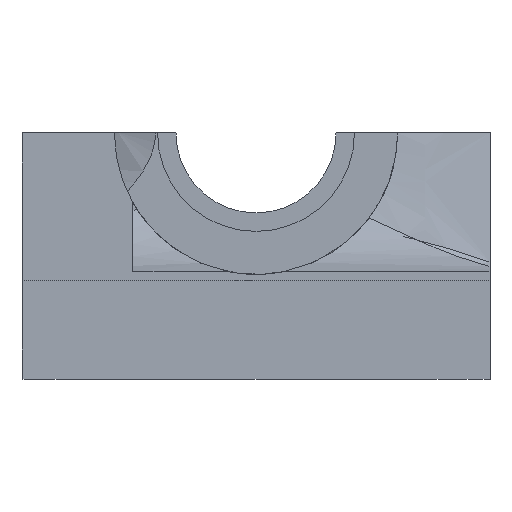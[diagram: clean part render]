
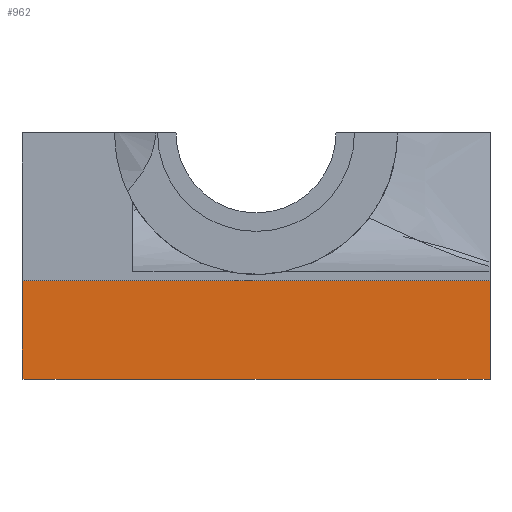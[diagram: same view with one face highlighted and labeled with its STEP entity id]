
A CAD part, front view. The second image highlights one B-rep face of the part: STEP entity #962.
In plain terms, the highlighted planar face has unit normal (0, -1, 0).
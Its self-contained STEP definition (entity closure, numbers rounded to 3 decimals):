
#22 = VERTEX_POINT('',#23);
#23 = CARTESIAN_POINT('',(-19.,0.,0.));
#32 = PLANE('',#33);
#33 = AXIS2_PLACEMENT_3D('',#34,#35,#36);
#34 = CARTESIAN_POINT('',(-19.,26.333,9.667));
#35 = DIRECTION('',(-1.,-0.,-0.));
#36 = DIRECTION('',(0.,0.,-1.));
#44 = PLANE('',#45);
#45 = AXIS2_PLACEMENT_3D('',#46,#47,#48);
#46 = CARTESIAN_POINT('',(-19.,0.,0.));
#47 = DIRECTION('',(0.,0.,1.));
#48 = DIRECTION('',(1.,0.,0.));
#56 = EDGE_CURVE('',#22,#57,#59,.T.);
#57 = VERTEX_POINT('',#58);
#58 = CARTESIAN_POINT('',(-19.,0.,8.));
#59 = SURFACE_CURVE('',#60,(#64,#71),.PCURVE_S1.);
#60 = LINE('',#61,#62);
#61 = CARTESIAN_POINT('',(-19.,0.,0.));
#62 = VECTOR('',#63,1.);
#63 = DIRECTION('',(0.,0.,1.));
#64 = PCURVE('',#32,#65);
#65 = DEFINITIONAL_REPRESENTATION('',(#66),#70);
#66 = LINE('',#67,#68);
#67 = CARTESIAN_POINT('',(9.667,26.333));
#68 = VECTOR('',#69,1.);
#69 = DIRECTION('',(-1.,0.));
#70 = ( GEOMETRIC_REPRESENTATION_CONTEXT(2) 
PARAMETRIC_REPRESENTATION_CONTEXT() REPRESENTATION_CONTEXT('2D SPACE',''
  ) );
#71 = PCURVE('',#72,#77);
#72 = PLANE('',#73);
#73 = AXIS2_PLACEMENT_3D('',#74,#75,#76);
#74 = CARTESIAN_POINT('',(-19.,0.,0.));
#75 = DIRECTION('',(0.,1.,0.));
#76 = DIRECTION('',(0.,0.,1.));
#77 = DEFINITIONAL_REPRESENTATION('',(#78),#82);
#78 = LINE('',#79,#80);
#79 = CARTESIAN_POINT('',(0.,0.));
#80 = VECTOR('',#81,1.);
#81 = DIRECTION('',(1.,0.));
#82 = ( GEOMETRIC_REPRESENTATION_CONTEXT(2) 
PARAMETRIC_REPRESENTATION_CONTEXT() REPRESENTATION_CONTEXT('2D SPACE',''
  ) );
#100 = PLANE('',#101);
#101 = AXIS2_PLACEMENT_3D('',#102,#103,#104);
#102 = CARTESIAN_POINT('',(-19.,0.,8.));
#103 = DIRECTION('',(0.,0.,1.));
#104 = DIRECTION('',(1.,0.,0.));
#705 = EDGE_CURVE('',#22,#706,#708,.T.);
#706 = VERTEX_POINT('',#707);
#707 = CARTESIAN_POINT('',(19.,0.,0.));
#708 = SURFACE_CURVE('',#709,(#713,#720),.PCURVE_S1.);
#709 = LINE('',#710,#711);
#710 = CARTESIAN_POINT('',(-19.,0.,0.));
#711 = VECTOR('',#712,1.);
#712 = DIRECTION('',(1.,0.,0.));
#713 = PCURVE('',#44,#714);
#714 = DEFINITIONAL_REPRESENTATION('',(#715),#719);
#715 = LINE('',#716,#717);
#716 = CARTESIAN_POINT('',(0.,0.));
#717 = VECTOR('',#718,1.);
#718 = DIRECTION('',(1.,0.));
#719 = ( GEOMETRIC_REPRESENTATION_CONTEXT(2) 
PARAMETRIC_REPRESENTATION_CONTEXT() REPRESENTATION_CONTEXT('2D SPACE',''
  ) );
#720 = PCURVE('',#72,#721);
#721 = DEFINITIONAL_REPRESENTATION('',(#722),#726);
#722 = LINE('',#723,#724);
#723 = CARTESIAN_POINT('',(0.,0.));
#724 = VECTOR('',#725,1.);
#725 = DIRECTION('',(0.,1.));
#726 = ( GEOMETRIC_REPRESENTATION_CONTEXT(2) 
PARAMETRIC_REPRESENTATION_CONTEXT() REPRESENTATION_CONTEXT('2D SPACE',''
  ) );
#744 = PLANE('',#745);
#745 = AXIS2_PLACEMENT_3D('',#746,#747,#748);
#746 = CARTESIAN_POINT('',(19.,26.333,9.667));
#747 = DIRECTION('',(1.,0.,0.));
#748 = DIRECTION('',(0.,0.,1.));
#962 = ADVANCED_FACE('',(#963),#72,.F.);
#963 = FACE_BOUND('',#964,.F.);
#964 = EDGE_LOOP('',(#965,#966,#967,#990));
#965 = ORIENTED_EDGE('',*,*,#705,.F.);
#966 = ORIENTED_EDGE('',*,*,#56,.T.);
#967 = ORIENTED_EDGE('',*,*,#968,.T.);
#968 = EDGE_CURVE('',#57,#969,#971,.T.);
#969 = VERTEX_POINT('',#970);
#970 = CARTESIAN_POINT('',(19.,0.,8.));
#971 = SURFACE_CURVE('',#972,(#976,#983),.PCURVE_S1.);
#972 = LINE('',#973,#974);
#973 = CARTESIAN_POINT('',(-19.,0.,8.));
#974 = VECTOR('',#975,1.);
#975 = DIRECTION('',(1.,0.,0.));
#976 = PCURVE('',#72,#977);
#977 = DEFINITIONAL_REPRESENTATION('',(#978),#982);
#978 = LINE('',#979,#980);
#979 = CARTESIAN_POINT('',(8.,0.));
#980 = VECTOR('',#981,1.);
#981 = DIRECTION('',(0.,1.));
#982 = ( GEOMETRIC_REPRESENTATION_CONTEXT(2) 
PARAMETRIC_REPRESENTATION_CONTEXT() REPRESENTATION_CONTEXT('2D SPACE',''
  ) );
#983 = PCURVE('',#100,#984);
#984 = DEFINITIONAL_REPRESENTATION('',(#985),#989);
#985 = LINE('',#986,#987);
#986 = CARTESIAN_POINT('',(0.,0.));
#987 = VECTOR('',#988,1.);
#988 = DIRECTION('',(1.,0.));
#989 = ( GEOMETRIC_REPRESENTATION_CONTEXT(2) 
PARAMETRIC_REPRESENTATION_CONTEXT() REPRESENTATION_CONTEXT('2D SPACE',''
  ) );
#990 = ORIENTED_EDGE('',*,*,#991,.F.);
#991 = EDGE_CURVE('',#706,#969,#992,.T.);
#992 = SURFACE_CURVE('',#993,(#997,#1004),.PCURVE_S1.);
#993 = LINE('',#994,#995);
#994 = CARTESIAN_POINT('',(19.,0.,0.));
#995 = VECTOR('',#996,1.);
#996 = DIRECTION('',(0.,0.,1.));
#997 = PCURVE('',#72,#998);
#998 = DEFINITIONAL_REPRESENTATION('',(#999),#1003);
#999 = LINE('',#1000,#1001);
#1000 = CARTESIAN_POINT('',(0.,38.));
#1001 = VECTOR('',#1002,1.);
#1002 = DIRECTION('',(1.,0.));
#1003 = ( GEOMETRIC_REPRESENTATION_CONTEXT(2) 
PARAMETRIC_REPRESENTATION_CONTEXT() REPRESENTATION_CONTEXT('2D SPACE',''
  ) );
#1004 = PCURVE('',#744,#1005);
#1005 = DEFINITIONAL_REPRESENTATION('',(#1006),#1010);
#1006 = LINE('',#1007,#1008);
#1007 = CARTESIAN_POINT('',(-9.667,26.333));
#1008 = VECTOR('',#1009,1.);
#1009 = DIRECTION('',(1.,0.));
#1010 = ( GEOMETRIC_REPRESENTATION_CONTEXT(2) 
PARAMETRIC_REPRESENTATION_CONTEXT() REPRESENTATION_CONTEXT('2D SPACE',''
  ) );
